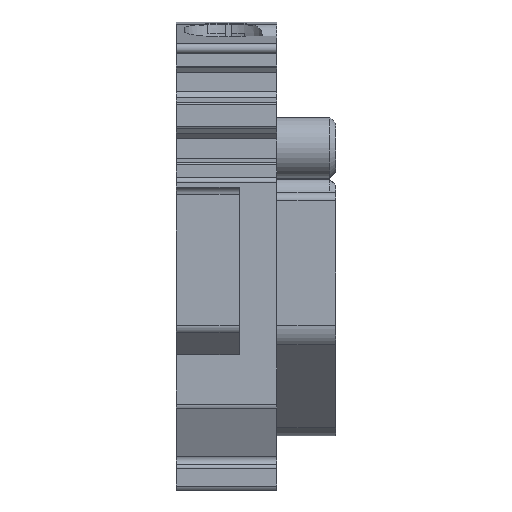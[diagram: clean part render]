
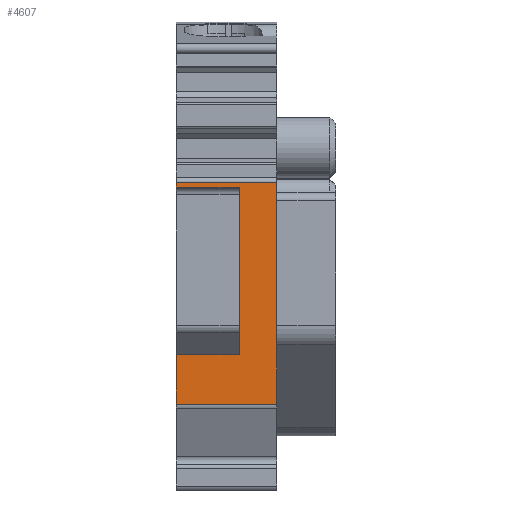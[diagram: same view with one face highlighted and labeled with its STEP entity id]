
A CAD part, front view. The second image highlights one B-rep face of the part: STEP entity #4607.
In plain terms, the highlighted planar face has unit normal (0, -1, 0).
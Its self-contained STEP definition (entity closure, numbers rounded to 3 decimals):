
#4576=AXIS2_PLACEMENT_3D('Plane Axis2P3D',#4573,#4574,#4575) ;
#282=CARTESIAN_POINT('Line Origine',(1.6,0.,15.404)) ;
#286=CARTESIAN_POINT('Vertex',(3.2,0.,15.404)) ;
#288=CARTESIAN_POINT('Vertex',(0.,0.,15.404)) ;
#934=CARTESIAN_POINT('Vertex',(3.2,0.,6.887)) ;
#937=CARTESIAN_POINT('Line Origine',(3.2,0.,11.145)) ;
#1156=CARTESIAN_POINT('Vertex',(0.,0.,6.887)) ;
#1336=CARTESIAN_POINT('Vertex',(0.,0.,4.366)) ;
#1339=CARTESIAN_POINT('Line Origine',(0.,0.,5.626)) ;
#4088=CARTESIAN_POINT('Vertex',(5.1,0.,4.366)) ;
#4091=CARTESIAN_POINT('Line Origine',(5.1,0.,4.366)) ;
#4205=CARTESIAN_POINT('Line Origine',(1.6,0.,6.887)) ;
#4573=CARTESIAN_POINT('Axis2P3D Location',(5.1,0.,15.652)) ;
#4578=CARTESIAN_POINT('Line Origine',(5.1,0.,10.009)) ;
#4582=CARTESIAN_POINT('Vertex',(5.1,0.,15.652)) ;
#4585=CARTESIAN_POINT('Line Origine',(2.55,0.,15.652)) ;
#4589=CARTESIAN_POINT('Vertex',(0.,0.,15.652)) ;
#4592=CARTESIAN_POINT('Line Origine',(0.,0.,15.528)) ;
#283=DIRECTION('Vector Direction',(-1.,0.,0.)) ;
#938=DIRECTION('Vector Direction',(0.,0.,-1.)) ;
#1340=DIRECTION('Vector Direction',(0.,0.,-1.)) ;
#4092=DIRECTION('Vector Direction',(1.,0.,0.)) ;
#4206=DIRECTION('Vector Direction',(1.,0.,0.)) ;
#4574=DIRECTION('Axis2P3D Direction',(0.,1.,0.)) ;
#4575=DIRECTION('Axis2P3D XDirection',(0.,0.,1.)) ;
#4579=DIRECTION('Vector Direction',(0.,0.,-1.)) ;
#4586=DIRECTION('Vector Direction',(-1.,0.,0.)) ;
#4593=DIRECTION('Vector Direction',(0.,0.,-1.)) ;
#284=VECTOR('Line Direction',#283,1.) ;
#939=VECTOR('Line Direction',#938,1.) ;
#1341=VECTOR('Line Direction',#1340,1.) ;
#4093=VECTOR('Line Direction',#4092,1.) ;
#4207=VECTOR('Line Direction',#4206,1.) ;
#4580=VECTOR('Line Direction',#4579,1.) ;
#4587=VECTOR('Line Direction',#4586,1.) ;
#4594=VECTOR('Line Direction',#4593,1.) ;
#4598=ORIENTED_EDGE('',*,*,#290,.F.) ;
#4599=ORIENTED_EDGE('',*,*,#941,.T.) ;
#4600=ORIENTED_EDGE('',*,*,#4209,.F.) ;
#4601=ORIENTED_EDGE('',*,*,#1343,.T.) ;
#4602=ORIENTED_EDGE('',*,*,#4095,.F.) ;
#4603=ORIENTED_EDGE('',*,*,#4584,.F.) ;
#4604=ORIENTED_EDGE('',*,*,#4591,.T.) ;
#4605=ORIENTED_EDGE('',*,*,#4596,.T.) ;
#4607=ADVANCED_FACE('MLD',(#4606),#4577,.F.) ;
#290=EDGE_CURVE('',#287,#289,#285,.T.) ;
#941=EDGE_CURVE('',#287,#935,#940,.T.) ;
#1343=EDGE_CURVE('',#1157,#1337,#1342,.T.) ;
#4095=EDGE_CURVE('',#4089,#1337,#4094,.F.) ;
#4209=EDGE_CURVE('',#1157,#935,#4208,.T.) ;
#4584=EDGE_CURVE('',#4583,#4089,#4581,.T.) ;
#4591=EDGE_CURVE('',#4583,#4590,#4588,.T.) ;
#4596=EDGE_CURVE('',#4590,#289,#4595,.T.) ;
#4597=EDGE_LOOP('',(#4598,#4599,#4600,#4601,#4602,#4603,#4604,#4605)) ;
#4606=FACE_OUTER_BOUND('',#4597,.T.) ;
#285=LINE('Line',#282,#284) ;
#940=LINE('Line',#937,#939) ;
#1342=LINE('Line',#1339,#1341) ;
#4094=LINE('Line',#4091,#4093) ;
#4208=LINE('Line',#4205,#4207) ;
#4581=LINE('Line',#4578,#4580) ;
#4588=LINE('Line',#4585,#4587) ;
#4595=LINE('Line',#4592,#4594) ;
#4577=PLANE('',#4576) ;
#287=VERTEX_POINT('',#286) ;
#289=VERTEX_POINT('',#288) ;
#935=VERTEX_POINT('',#934) ;
#1157=VERTEX_POINT('',#1156) ;
#1337=VERTEX_POINT('',#1336) ;
#4089=VERTEX_POINT('',#4088) ;
#4583=VERTEX_POINT('',#4582) ;
#4590=VERTEX_POINT('',#4589) ;
